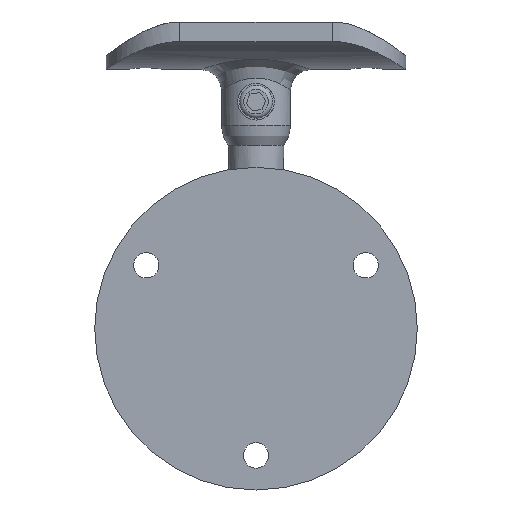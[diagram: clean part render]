
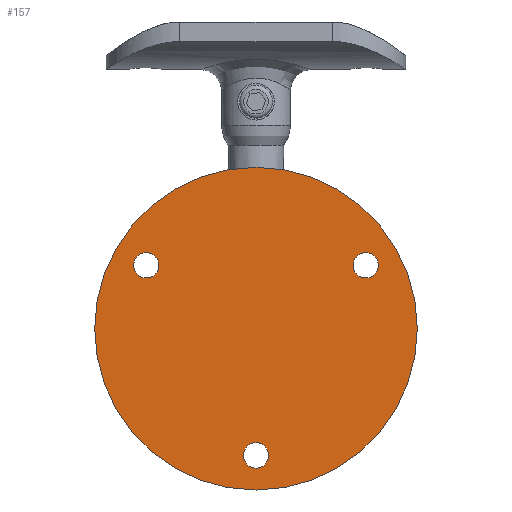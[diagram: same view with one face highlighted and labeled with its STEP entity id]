
A CAD part, left-side view. The second image highlights one B-rep face of the part: STEP entity #157.
In plain terms, the highlighted planar face has unit normal (-1, 0, 0).
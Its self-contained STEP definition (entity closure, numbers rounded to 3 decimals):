
#67=PLANE('',#633);
#80=CIRCLE('',#618,2.75);
#82=CIRCLE('',#621,2.75);
#84=CIRCLE('',#624,35.);
#86=CIRCLE('',#627,2.75);
#157=ADVANCED_FACE('',(#222,#223,#224,#225),#67,.F.);
#222=FACE_BOUND('',#281,.T.);
#223=FACE_BOUND('',#282,.T.);
#224=FACE_BOUND('',#283,.T.);
#225=FACE_BOUND('',#284,.T.);
#281=EDGE_LOOP('',(#358));
#282=EDGE_LOOP('',(#359));
#283=EDGE_LOOP('',(#360));
#284=EDGE_LOOP('',(#361));
#358=ORIENTED_EDGE('',*,*,#530,.F.);
#359=ORIENTED_EDGE('',*,*,#528,.T.);
#360=ORIENTED_EDGE('',*,*,#526,.T.);
#361=ORIENTED_EDGE('',*,*,#532,.T.);
#474=VERTEX_POINT('',#1664);
#476=VERTEX_POINT('',#1669);
#478=VERTEX_POINT('',#1674);
#480=VERTEX_POINT('',#1679);
#526=EDGE_CURVE('',#474,#474,#80,.T.);
#528=EDGE_CURVE('',#476,#476,#82,.T.);
#530=EDGE_CURVE('',#478,#478,#84,.T.);
#532=EDGE_CURVE('',#480,#480,#86,.T.);
#618=AXIS2_PLACEMENT_3D('',#1663,#674,#675);
#621=AXIS2_PLACEMENT_3D('',#1668,#680,#681);
#624=AXIS2_PLACEMENT_3D('',#1673,#686,#687);
#627=AXIS2_PLACEMENT_3D('',#1678,#692,#693);
#633=AXIS2_PLACEMENT_3D('',#1816,#704,#705);
#674=DIRECTION('',(1.,0.,0.));
#675=DIRECTION('',(0.,1.,0.));
#680=DIRECTION('',(1.,0.,0.));
#681=DIRECTION('',(0.,-0.5,0.866));
#686=DIRECTION('',(1.,0.,0.));
#687=DIRECTION('',(0.,1.,0.));
#692=DIRECTION('',(1.,0.,0.));
#693=DIRECTION('',(0.,-0.5,-0.866));
#704=DIRECTION('',(1.,0.,0.));
#705=DIRECTION('',(0.,0.,-1.));
#1663=CARTESIAN_POINT('',(0.,0.,-27.5));
#1664=CARTESIAN_POINT('',(0.,2.75,-27.5));
#1668=CARTESIAN_POINT('',(0.,23.816,13.75));
#1669=CARTESIAN_POINT('',(0.,22.441,16.132));
#1673=CARTESIAN_POINT('',(0.,0.,0.));
#1674=CARTESIAN_POINT('',(0.,35.,0.));
#1678=CARTESIAN_POINT('',(0.,-23.816,13.75));
#1679=CARTESIAN_POINT('',(0.,-25.191,11.368));
#1816=CARTESIAN_POINT('',(0.,11.908,6.875));
